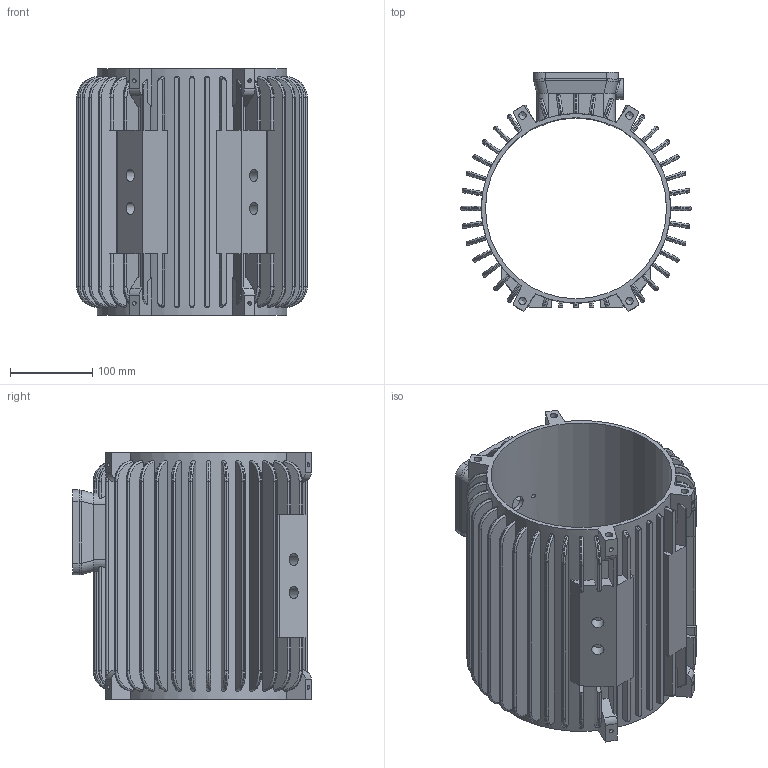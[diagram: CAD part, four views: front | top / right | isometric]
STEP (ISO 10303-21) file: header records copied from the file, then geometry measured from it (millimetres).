
FILE_DESCRIPTION(/* description */ (''),/* implementation_level */ '2;1');
FILE_NAME(/* name */ 'Korpus silnika.stp',/* time_stamp */ '2018-01-02T18:55:41+01:00',/* author */ ('jtabo'),/* organization */ (''),/* preprocessor_version */ 'ST-DEVELOPER v16.5',/* originating_system */ 'Autodesk Inventor 2017',/* authorisation */ '');
FILE_SCHEMA (('AUTOMOTIVE_DESIGN { 1 0 10303 214 3 1 1 }'));
Length unit declared in the file: millimetre
Products named in the file (1): 00.03.01_Korpus silnika
Bounding box: 280 x 289.99 x 300 mm (x, y, z)
Volume: 2644647.4 mm3; surface area: 907177.6 mm2
Topology: 1 solids, 1 shells, 1009 faces, 2532 edges, 1556 vertices
Faces by surface type: plane 446, cylinder 373, torus 160, bspline 20, cone 10
Full cylindrical faces by diameter (mm): 5 x14, 9 x8, 15 x4, 19 x1, 20 x2, 24.5 x2, 220 x1
Entity records: 32132 total; most frequent: CARTESIAN_POINT 7922, DIRECTION 5252, ORIENTED_EDGE 4952, EDGE_CURVE 2476, AXIS2_PLACEMENT_3D 2012, VERTEX_POINT 1542, LINE 1228, VECTOR 1228
